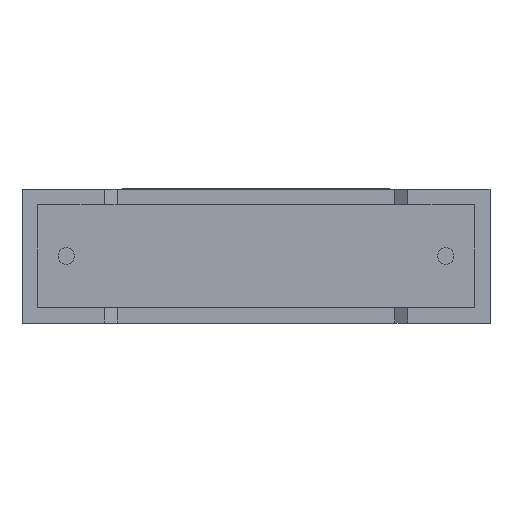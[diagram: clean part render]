
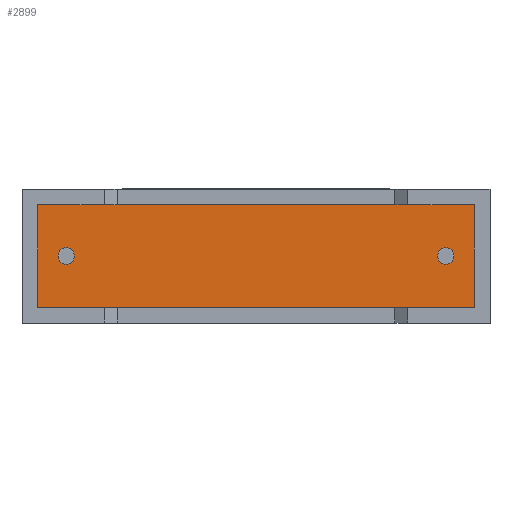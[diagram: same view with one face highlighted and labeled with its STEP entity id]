
A CAD part, front view. The second image highlights one B-rep face of the part: STEP entity #2899.
In plain terms, the highlighted planar face has unit normal (0, -1, 0).
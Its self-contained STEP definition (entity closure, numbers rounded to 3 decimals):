
#8 = CARTESIAN_POINT ( 'NONE',  ( 0.617, 0.75, 4.683 ) ) ;
#21 = DIRECTION ( 'NONE',  ( 0., 0., -1. ) ) ;
#57 = FACE_BOUND ( 'NONE', #1551, .T. ) ;
#80 = DIRECTION ( 'NONE',  ( 0., 0., -1. ) ) ;
#106 = FACE_BOUND ( 'NONE', #823, .T. ) ;
#124 = ORIENTED_EDGE ( 'NONE', *, *, #1516, .T. ) ;
#168 = LINE ( 'NONE', #1122, #1157 ) ;
#225 = EDGE_LOOP ( 'NONE', ( #124, #1723, #2542, #575 ) ) ;
#265 = CARTESIAN_POINT ( 'NONE',  ( 1.75, 0.75, 2.325 ) ) ;
#299 = CARTESIAN_POINT ( 'NONE',  ( 16.75, 0.75, 2.65 ) ) ;
#335 = EDGE_CURVE ( 'NONE', #1521, #775, #2964, .T. ) ;
#375 = DIRECTION ( 'NONE',  ( 0., 0., -1. ) ) ;
#399 = EDGE_CURVE ( 'NONE', #2366, #3010, #2290, .T. ) ;
#419 = CIRCLE ( 'NONE', #1415, 0.325 ) ;
#465 = AXIS2_PLACEMENT_3D ( 'NONE', #3025, #2722, #375 ) ;
#568 = AXIS2_PLACEMENT_3D ( 'NONE', #1478, #2201, #80 ) ;
#575 = ORIENTED_EDGE ( 'NONE', *, *, #696, .T. ) ;
#604 = EDGE_CURVE ( 'NONE', #3010, #2366, #1449, .T. ) ;
#618 = CIRCLE ( 'NONE', #465, 0.325 ) ;
#637 = CARTESIAN_POINT ( 'NONE',  ( 17.883, 0.75, 0.617 ) ) ;
#696 = EDGE_CURVE ( 'NONE', #2729, #1752, #168, .T. ) ;
#742 = ORIENTED_EDGE ( 'NONE', *, *, #604, .F. ) ;
#775 = VERTEX_POINT ( 'NONE', #637 ) ;
#783 = ORIENTED_EDGE ( 'NONE', *, *, #2763, .F. ) ;
#823 = EDGE_LOOP ( 'NONE', ( #742, #2699 ) ) ;
#888 = DIRECTION ( 'NONE',  ( 1., 0., 0. ) ) ;
#916 = DIRECTION ( 'NONE',  ( 0., -1., 0. ) ) ;
#940 = CARTESIAN_POINT ( 'NONE',  ( 0.617, 0.75, 4.683 ) ) ;
#1014 = FACE_OUTER_BOUND ( 'NONE', #225, .T. ) ;
#1034 = ORIENTED_EDGE ( 'NONE', *, *, #2308, .F. ) ;
#1098 = CARTESIAN_POINT ( 'NONE',  ( 0.617, 0.75, 0.617 ) ) ;
#1122 = CARTESIAN_POINT ( 'NONE',  ( 17.883, 0.75, 4.683 ) ) ;
#1157 = VECTOR ( 'NONE', #3047, 1000. ) ;
#1236 = DIRECTION ( 'NONE',  ( 0., 0., -1. ) ) ;
#1253 = DIRECTION ( 'NONE',  ( 0., -1., 0. ) ) ;
#1361 = CARTESIAN_POINT ( 'NONE',  ( 16.75, 0.75, 2.325 ) ) ;
#1383 = DIRECTION ( 'NONE',  ( 0., 0., 1. ) ) ;
#1409 = VECTOR ( 'NONE', #888, 1000. ) ;
#1415 = AXIS2_PLACEMENT_3D ( 'NONE', #299, #1253, #1236 ) ;
#1428 = DIRECTION ( 'NONE',  ( 0., -1., 0. ) ) ;
#1449 = CIRCLE ( 'NONE', #2975, 0.325 ) ;
#1459 = VERTEX_POINT ( 'NONE', #2502 ) ;
#1478 = CARTESIAN_POINT ( 'NONE',  ( 0., 0.75, 0. ) ) ;
#1510 = DIRECTION ( 'NONE',  ( 0., 0., -1. ) ) ;
#1516 = EDGE_CURVE ( 'NONE', #1752, #1521, #1883, .T. ) ;
#1521 = VERTEX_POINT ( 'NONE', #1098 ) ;
#1529 = EDGE_CURVE ( 'NONE', #775, #2729, #1587, .T. ) ;
#1551 = EDGE_LOOP ( 'NONE', ( #783, #1034 ) ) ;
#1556 = AXIS2_PLACEMENT_3D ( 'NONE', #2115, #1428, #21 ) ;
#1587 = LINE ( 'NONE', #2790, #2690 ) ;
#1646 = DIRECTION ( 'NONE',  ( 0., 0., -1. ) ) ;
#1717 = PLANE ( 'NONE',  #568 ) ;
#1723 = ORIENTED_EDGE ( 'NONE', *, *, #335, .T. ) ;
#1752 = VERTEX_POINT ( 'NONE', #940 ) ;
#1858 = CARTESIAN_POINT ( 'NONE',  ( 0.617, 0.75, 0.617 ) ) ;
#1883 = LINE ( 'NONE', #8, #2585 ) ;
#2047 = CARTESIAN_POINT ( 'NONE',  ( 17.883, 0.75, 4.683 ) ) ;
#2083 = CARTESIAN_POINT ( 'NONE',  ( 1.75, 0.75, 2.975 ) ) ;
#2092 = CARTESIAN_POINT ( 'NONE',  ( 1.75, 0.75, 2.65 ) ) ;
#2115 = CARTESIAN_POINT ( 'NONE',  ( 1.75, 0.75, 2.65 ) ) ;
#2201 = DIRECTION ( 'NONE',  ( 0., -1., 0. ) ) ;
#2290 = CIRCLE ( 'NONE', #1556, 0.325 ) ;
#2308 = EDGE_CURVE ( 'NONE', #3007, #1459, #419, .T. ) ;
#2366 = VERTEX_POINT ( 'NONE', #265 ) ;
#2502 = CARTESIAN_POINT ( 'NONE',  ( 16.75, 0.75, 2.975 ) ) ;
#2542 = ORIENTED_EDGE ( 'NONE', *, *, #1529, .T. ) ;
#2585 = VECTOR ( 'NONE', #1510, 1000. ) ;
#2690 = VECTOR ( 'NONE', #1383, 1000. ) ;
#2699 = ORIENTED_EDGE ( 'NONE', *, *, #399, .F. ) ;
#2722 = DIRECTION ( 'NONE',  ( 0., -1., 0. ) ) ;
#2729 = VERTEX_POINT ( 'NONE', #2047 ) ;
#2763 = EDGE_CURVE ( 'NONE', #1459, #3007, #618, .T. ) ;
#2790 = CARTESIAN_POINT ( 'NONE',  ( 17.883, 0.75, 0.617 ) ) ;
#2899 = ADVANCED_FACE ( 'NONE', ( #57, #1014, #106 ), #1717, .T. ) ;
#2964 = LINE ( 'NONE', #1858, #1409 ) ;
#2975 = AXIS2_PLACEMENT_3D ( 'NONE', #2092, #916, #1646 ) ;
#3007 = VERTEX_POINT ( 'NONE', #1361 ) ;
#3010 = VERTEX_POINT ( 'NONE', #2083 ) ;
#3025 = CARTESIAN_POINT ( 'NONE',  ( 16.75, 0.75, 2.65 ) ) ;
#3047 = DIRECTION ( 'NONE',  ( -1., 0., 0. ) ) ;
